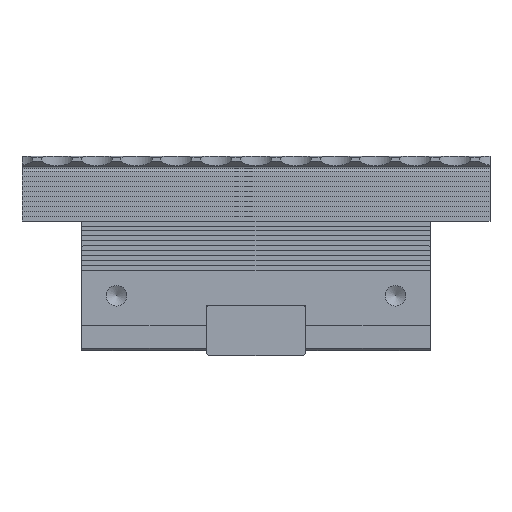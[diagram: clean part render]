
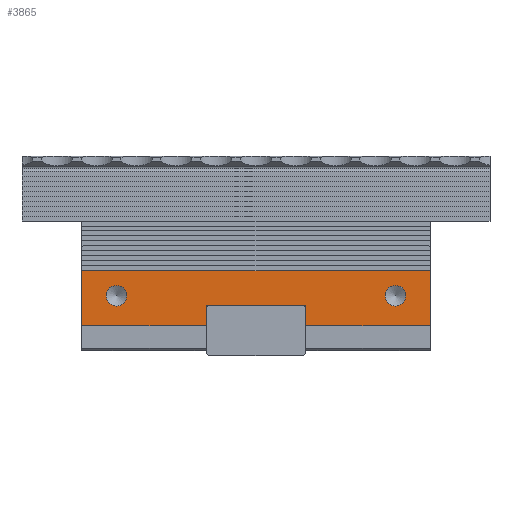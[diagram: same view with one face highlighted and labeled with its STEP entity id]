
A CAD part, top view. The second image highlights one B-rep face of the part: STEP entity #3865.
In plain terms, the highlighted planar face has unit normal (0, 0, 1).
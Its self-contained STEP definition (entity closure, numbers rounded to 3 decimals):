
#1167=CARTESIAN_POINT('',(-30.291,-26.466,40.0));
#1168=VERTEX_POINT('',#1167);
#1175=CARTESIAN_POINT('',(-55.291,-26.466,40.0));
#1176=VERTEX_POINT('',#1175);
#1177=CARTESIAN_POINT('',(-30.291,-26.466,40.0));
#1178=DIRECTION('',(-1.0,0.0,0.0));
#1179=VECTOR('',#1178,25.);
#1180=LINE('',#1177,#1179);
#1181=EDGE_CURVE('',#1168,#1176,#1180,.T.);
#1232=CARTESIAN_POINT('',(-10.291,-26.466,40.0));
#1233=VERTEX_POINT('',#1232);
#1240=CARTESIAN_POINT('',(-10.291,-22.466,40.0));
#1241=VERTEX_POINT('',#1240);
#1242=CARTESIAN_POINT('',(-10.291,-26.466,40.0));
#1243=DIRECTION('',(0.0,1.0,0.0));
#1244=VECTOR('',#1243,4.0);
#1245=LINE('',#1242,#1244);
#1246=EDGE_CURVE('',#1233,#1241,#1245,.T.);
#1309=CARTESIAN_POINT('',(-55.291,-15.466,40.0));
#1310=VERTEX_POINT('',#1309);
#1311=CARTESIAN_POINT('',(-55.291,-26.466,40.0));
#1312=DIRECTION('',(0.0,1.0,0.0));
#1313=VECTOR('',#1312,11.);
#1314=LINE('',#1311,#1313);
#1315=EDGE_CURVE('',#1176,#1310,#1314,.T.);
#1857=CARTESIAN_POINT('',(14.709,-15.466,40.0));
#1858=VERTEX_POINT('',#1857);
#1865=CARTESIAN_POINT('',(14.709,-26.466,40.0));
#1866=VERTEX_POINT('',#1865);
#1867=CARTESIAN_POINT('',(14.709,-15.466,40.0));
#1868=DIRECTION('',(0.0,-1.0,0.0));
#1869=VECTOR('',#1868,11.);
#1870=LINE('',#1867,#1869);
#1871=EDGE_CURVE('',#1858,#1866,#1870,.T.);
#2178=CARTESIAN_POINT('',(-30.291,-22.466,40.0));
#2179=VERTEX_POINT('',#2178);
#2186=CARTESIAN_POINT('',(-30.291,-22.466,40.0));
#2187=DIRECTION('',(0.0,-1.0,0.0));
#2188=VECTOR('',#2187,4.0);
#2189=LINE('',#2186,#2188);
#2190=EDGE_CURVE('',#2179,#1168,#2189,.T.);
#2746=CARTESIAN_POINT('',(14.709,-26.466,40.0));
#2747=DIRECTION('',(-1.0,0.0,0.0));
#2748=VECTOR('',#2747,25.);
#2749=LINE('',#2746,#2748);
#2750=EDGE_CURVE('',#1866,#1233,#2749,.T.);
#2949=CARTESIAN_POINT('',(14.709,-15.466,40.0));
#2950=DIRECTION('',(-1.0,0.0,0.0));
#2951=VECTOR('',#2950,70.);
#2952=LINE('',#2949,#2951);
#2953=EDGE_CURVE('',#1858,#1310,#2952,.T.);
#3823=CARTESIAN_POINT('',(2.308,-0.615,40.0));
#3824=DIRECTION('',(0.0,0.0,1.0));
#3825=DIRECTION('',(1.0,0.0,0.0));
#3826=AXIS2_PLACEMENT_3D('',#3823,#3824,#3825);
#3827=PLANE('',#3826);
#3828=ORIENTED_EDGE('',*,*,#2953,.T.);
#3829=ORIENTED_EDGE('',*,*,#1315,.F.);
#3830=ORIENTED_EDGE('',*,*,#1181,.F.);
#3831=ORIENTED_EDGE('',*,*,#2190,.F.);
#3832=CARTESIAN_POINT('',(-10.291,-22.466,40.0));
#3833=DIRECTION('',(-1.0,0.0,0.0));
#3834=VECTOR('',#3833,20.);
#3835=LINE('',#3832,#3834);
#3836=EDGE_CURVE('',#1241,#2179,#3835,.T.);
#3837=ORIENTED_EDGE('',*,*,#3836,.F.);
#3838=ORIENTED_EDGE('',*,*,#1246,.F.);
#3839=ORIENTED_EDGE('',*,*,#2750,.F.);
#3840=ORIENTED_EDGE('',*,*,#1871,.F.);
#3841=EDGE_LOOP('',(#3828,#3829,#3830,#3831,#3837,#3838,#3839,#3840));
#3842=FACE_OUTER_BOUND('',#3841,.T.);
#3843=CARTESIAN_POINT('',(-46.224,-20.466,40.0));
#3844=VERTEX_POINT('',#3843);
#3845=CARTESIAN_POINT('',(-48.291,-20.466,40.0));
#3846=DIRECTION('',(0.0,0.0,-1.0));
#3847=DIRECTION('',(1.0,0.0,0.0));
#3848=AXIS2_PLACEMENT_3D('',#3845,#3846,#3847);
#3849=CIRCLE('',#3848,2.067);
#3850=EDGE_CURVE('',#3844,#3844,#3849,.T.);
#3851=ORIENTED_EDGE('',*,*,#3850,.T.);
#3852=EDGE_LOOP('',(#3851));
#3853=FACE_BOUND('',#3852,.T.);
#3854=CARTESIAN_POINT('',(9.776,-20.466,40.0));
#3855=VERTEX_POINT('',#3854);
#3856=CARTESIAN_POINT('',(7.709,-20.466,40.0));
#3857=DIRECTION('',(0.0,0.0,-1.0));
#3858=DIRECTION('',(1.0,0.0,0.0));
#3859=AXIS2_PLACEMENT_3D('',#3856,#3857,#3858);
#3860=CIRCLE('',#3859,2.067);
#3861=EDGE_CURVE('',#3855,#3855,#3860,.T.);
#3862=ORIENTED_EDGE('',*,*,#3861,.T.);
#3863=EDGE_LOOP('',(#3862));
#3864=FACE_BOUND('',#3863,.T.);
#3865=ADVANCED_FACE('',(#3842,#3853,#3864),#3827,.T.);
